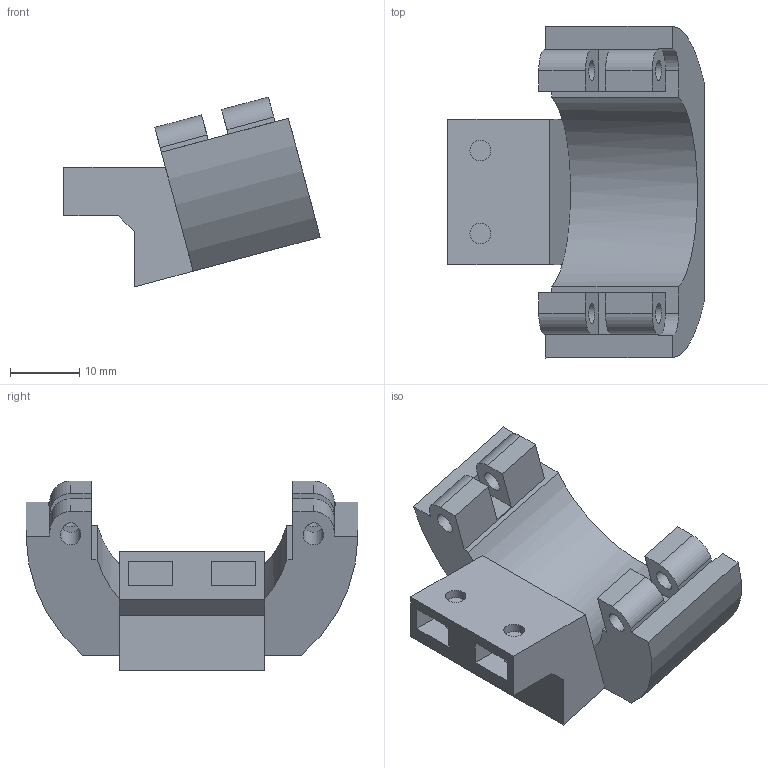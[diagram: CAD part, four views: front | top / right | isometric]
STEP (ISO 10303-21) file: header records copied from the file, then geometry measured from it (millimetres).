
FILE_DESCRIPTION(('STEP AP203'), '1');
FILE_NAME('MotorMount', '', ('UNSPECIFIED'), ('UNSPECIFIED'), 'C3D Converter', 'C3D Toolkit', '');
FILE_SCHEMA(('CONFIG_CONTROL_DESIGN'));
Length unit declared in the file: millimetre
Products named in the file (1): MotorMount
Bounding box: 37.07 x 48 x 27.45 mm (x, y, z)
Volume: 12058.7 mm3; surface area: 6049.3 mm2
Topology: 1 solids, 1 shells, 81 faces, 213 edges, 140 vertices
Faces by surface type: plane 52, cylinder 29
Full cylindrical faces by diameter (mm): 3 x4
Entity records: 2535 total; most frequent: DIRECTION 433, CARTESIAN_POINT 431, ORIENTED_EDGE 418, EDGE_CURVE 209, LINE 149, VECTOR 149, AXIS2_PLACEMENT_3D 142, VERTEX_POINT 140
